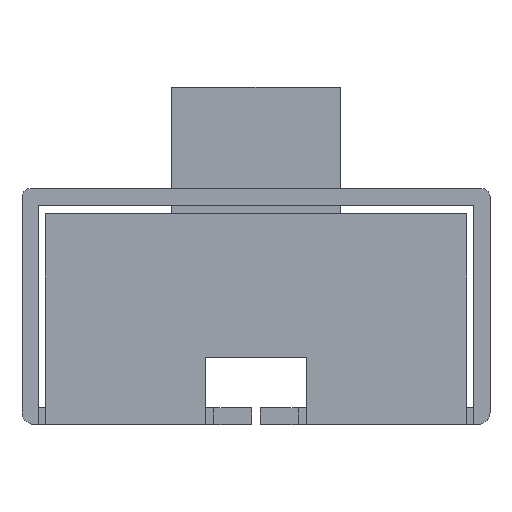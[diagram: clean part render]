
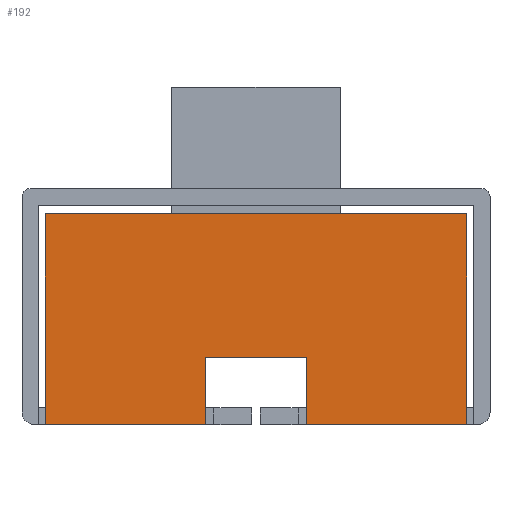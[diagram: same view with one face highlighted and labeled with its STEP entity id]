
A CAD part, top view. The second image highlights one B-rep face of the part: STEP entity #192.
In plain terms, the highlighted planar face has unit normal (0, 0, 1).
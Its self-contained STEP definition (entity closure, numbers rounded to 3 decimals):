
#192 = ADVANCED_FACE( '', ( #404 ), #405, .F. );
#404 = FACE_OUTER_BOUND( '', #638, .T. );
#405 = PLANE( '', #639 );
#638 = EDGE_LOOP( '', ( #1138, #1139, #1140, #1141, #1142, #1143, #1144, #1145 ) );
#639 = AXIS2_PLACEMENT_3D( '', #1146, #1147, #1148 );
#1138 = ORIENTED_EDGE( '', *, *, #1634, .T. );
#1139 = ORIENTED_EDGE( '', *, *, #1597, .T. );
#1140 = ORIENTED_EDGE( '', *, *, #1604, .T. );
#1141 = ORIENTED_EDGE( '', *, *, #1635, .F. );
#1142 = ORIENTED_EDGE( '', *, *, #1544, .F. );
#1143 = ORIENTED_EDGE( '', *, *, #1636, .F. );
#1144 = ORIENTED_EDGE( '', *, *, #1629, .F. );
#1145 = ORIENTED_EDGE( '', *, *, #1637, .F. );
#1146 = CARTESIAN_POINT( '', ( 0., 0., 0.75 ) );
#1147 = DIRECTION( '', ( 0., 0., -1. ) );
#1148 = DIRECTION( '', ( -1., 0., 0. ) );
#1544 = EDGE_CURVE( '', #1905, #1907, #1908, .T. );
#1597 = EDGE_CURVE( '', #1985, #1983, #1986, .T. );
#1604 = EDGE_CURVE( '', #1983, #1994, #1996, .T. );
#1629 = EDGE_CURVE( '', #2026, #2028, #2029, .T. );
#1634 = EDGE_CURVE( '', #2034, #1985, #2035, .T. );
#1635 = EDGE_CURVE( '', #1907, #1994, #2036, .T. );
#1636 = EDGE_CURVE( '', #2028, #1905, #2037, .T. );
#1637 = EDGE_CURVE( '', #2034, #2026, #2038, .T. );
#1905 = VERTEX_POINT( '', #2401 );
#1907 = VERTEX_POINT( '', #2404 );
#1908 = LINE( '', #2405, #2406 );
#1983 = VERTEX_POINT( '', #2520 );
#1985 = VERTEX_POINT( '', #2523 );
#1986 = LINE( '', #2524, #2525 );
#1994 = VERTEX_POINT( '', #2537 );
#1996 = LINE( '', #2540, #2541 );
#2026 = VERTEX_POINT( '', #2586 );
#2028 = VERTEX_POINT( '', #2589 );
#2029 = LINE( '', #2590, #2591 );
#2034 = VERTEX_POINT( '', #2598 );
#2035 = LINE( '', #2599, #2600 );
#2036 = LINE( '', #2601, #2602 );
#2037 = LINE( '', #2603, #2604 );
#2038 = LINE( '', #2605, #2606 );
#2401 = CARTESIAN_POINT( '', ( 2.5, 0.5, 0.75 ) );
#2404 = CARTESIAN_POINT( '', ( 2.5, -2., 0.75 ) );
#2405 = CARTESIAN_POINT( '', ( 2.5, -2., 0.75 ) );
#2406 = VECTOR( '', #2840, 1000. );
#2520 = CARTESIAN_POINT( '', ( 0.6, -1.2, 0.75 ) );
#2523 = CARTESIAN_POINT( '', ( -0.6, -1.2, 0.75 ) );
#2524 = CARTESIAN_POINT( '', ( 0.6, -1.2, 0.75 ) );
#2525 = VECTOR( '', #2881, 1000. );
#2537 = CARTESIAN_POINT( '', ( 0.6, -2., 0.75 ) );
#2540 = CARTESIAN_POINT( '', ( 0.6, -1.2, 0.75 ) );
#2541 = VECTOR( '', #2887, 1000. );
#2586 = CARTESIAN_POINT( '', ( -2.5, -2., 0.75 ) );
#2589 = CARTESIAN_POINT( '', ( -2.5, 0.5, 0.75 ) );
#2590 = CARTESIAN_POINT( '', ( -2.5, 0.5, 0.75 ) );
#2591 = VECTOR( '', #2904, 1000. );
#2598 = CARTESIAN_POINT( '', ( -0.6, -2., 0.75 ) );
#2599 = CARTESIAN_POINT( '', ( -0.6, -2., 0.75 ) );
#2600 = VECTOR( '', #2907, 1000. );
#2601 = CARTESIAN_POINT( '', ( 2.5, -2., 0.75 ) );
#2602 = VECTOR( '', #2908, 1000. );
#2603 = CARTESIAN_POINT( '', ( 2.5, 0.5, 0.75 ) );
#2604 = VECTOR( '', #2909, 1000. );
#2605 = CARTESIAN_POINT( '', ( 2.5, -2., 0.75 ) );
#2606 = VECTOR( '', #2910, 1000. );
#2840 = DIRECTION( '', ( 0., -1., 0. ) );
#2881 = DIRECTION( '', ( 1., 0., 0. ) );
#2887 = DIRECTION( '', ( 0., -1., 0. ) );
#2904 = DIRECTION( '', ( 0., 1., 0. ) );
#2907 = DIRECTION( '', ( 0., 1., 0. ) );
#2908 = DIRECTION( '', ( -1., 0., 0. ) );
#2909 = DIRECTION( '', ( 1., 0., 0. ) );
#2910 = DIRECTION( '', ( -1., 0., 0. ) );
